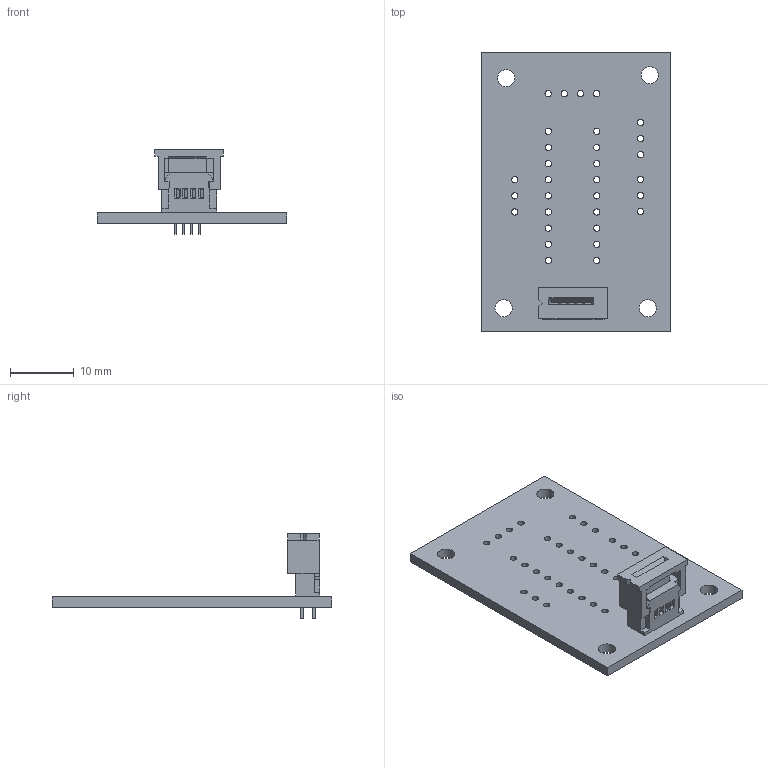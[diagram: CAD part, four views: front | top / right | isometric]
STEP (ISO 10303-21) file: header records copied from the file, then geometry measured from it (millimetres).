
FILE_DESCRIPTION(('KiCad electronic assembly'),'2;1');
FILE_NAME('mp_highdriver_carrier.step','2024-01-27T21:53:11',('Pcbnew'), ('Kicad'),'Open CASCADE STEP processor 7.5','KiCad to STEP converter', 'Unknown');
FILE_SCHEMA(('AUTOMOTIVE_DESIGN { 1 0 10303 214 1 1 1 1 }'));
Length unit declared in the file: millimetre
Products named in the file (8): mp_highdriver_carrier 1; 039532045; SOLID; WIRE; mp_highdriver_carrier PCB
Assembly tree (7 placements, depth 3):
  mp_highdriver_carrier 1
    039532045
      SOLID
      WIRE
      WIRE
      WIRE
      WIRE
    mp_highdriver_carrier PCB
Bounding box: 29.9 x 44 x 13.3 mm (x, y, z)
Volume: 2349.4 mm3; surface area: 3674.2 mm2
Topology: 2 solids, 2 shells, 214 faces, 610 edges, 410 vertices
Faces by surface type: bspline 165, cylinder 39, plane 6, revolution 4
Full cylindrical faces by diameter (mm): 0.8 x4, 1 x31, 2.7 x4
Entity records: 15481 total; most frequent: CARTESIAN_POINT 3605, DIRECTION 1936, LINE 1638, VECTOR 1638, ORIENTED_EDGE 1204, PCURVE 1204, DEFINITIONAL_REPRESENTATION 1204, EDGE_CURVE 602
